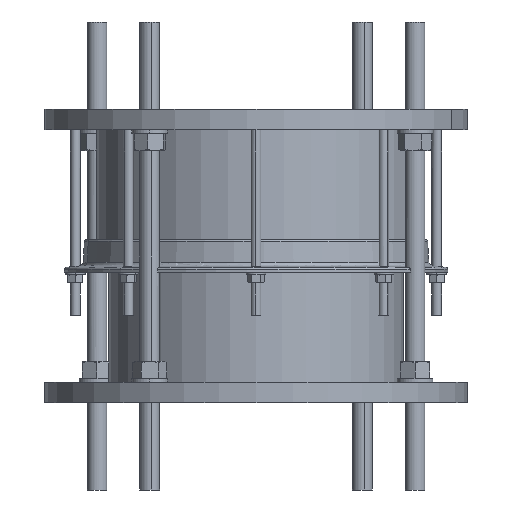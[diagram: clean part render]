
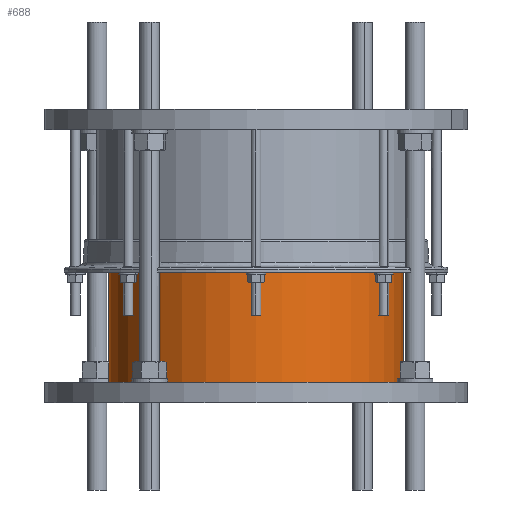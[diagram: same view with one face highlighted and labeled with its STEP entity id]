
A CAD part, front view. The second image highlights one B-rep face of the part: STEP entity #688.
In plain terms, the highlighted cylindrical face has radius 181 mm (diameter 362 mm), a partial arc.
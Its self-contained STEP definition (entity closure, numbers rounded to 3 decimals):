
#285 = DIRECTION ( 'NONE',  ( -1., 0., 0. ) ) ;
#316 = CARTESIAN_POINT ( 'NONE',  ( 0., 0., 275. ) ) ;
#317 = DIRECTION ( 'NONE',  ( 0., 0., -1. ) ) ;
#487 = EDGE_CURVE ( 'NONE', #4420, #4424, #16070, .T. ) ;
#688 = ADVANCED_FACE ( 'NONE', ( #4850 ), #4861, .T. ) ;
#2087 = CARTESIAN_POINT ( 'NONE',  ( -181., 0., 25. ) ) ;
#2183 = CARTESIAN_POINT ( 'NONE',  ( 181., 0., 160. ) ) ;
#2187 = CARTESIAN_POINT ( 'NONE',  ( 181., 0., 25. ) ) ;
#4311 = VERTEX_POINT ( 'NONE', #2087 ) ;
#4420 = VERTEX_POINT ( 'NONE', #2183 ) ;
#4424 = VERTEX_POINT ( 'NONE', #2187 ) ;
#4850 = FACE_OUTER_BOUND ( 'NONE', #14337, .T. ) ;
#4861 = CYLINDRICAL_SURFACE ( 'NONE', #10344, 181. ) ;
#5429 = LINE ( 'NONE', #6349, #5439 ) ;
#5439 = VECTOR ( 'NONE', #6345, 1000. ) ;
#5772 = CIRCLE ( 'NONE', #10836, 181. ) ;
#6345 = DIRECTION ( 'NONE',  ( 0., 0., -1. ) ) ;
#6349 = CARTESIAN_POINT ( 'NONE',  ( -181., 0., 275. ) ) ;
#6591 = CARTESIAN_POINT ( 'NONE',  ( -181., 0., 160. ) ) ;
#6797 = EDGE_CURVE ( 'NONE', #8253, #4311, #5429, .T. ) ;
#8253 = VERTEX_POINT ( 'NONE', #6591 ) ;
#8645 = AXIS2_PLACEMENT_3D ( 'NONE', #11751, #11752, #11753 ) ;
#9237 = EDGE_CURVE ( 'NONE', #4311, #4424, #5772, .T. ) ;
#9686 = EDGE_CURVE ( 'NONE', #8253, #4420, #11974, .T. ) ;
#10344 = AXIS2_PLACEMENT_3D ( 'NONE', #316, #317, #285 ) ;
#10836 = AXIS2_PLACEMENT_3D ( 'NONE', #13464, #13465, #13466 ) ;
#11751 = CARTESIAN_POINT ( 'NONE',  ( 0., 0., 160. ) ) ;
#11752 = DIRECTION ( 'NONE',  ( 0., 0., 1. ) ) ;
#11753 = DIRECTION ( 'NONE',  ( 1., 0., 0. ) ) ;
#11974 = CIRCLE ( 'NONE', #8645, 181. ) ;
#13464 = CARTESIAN_POINT ( 'NONE',  ( 0., 0., 25. ) ) ;
#13465 = DIRECTION ( 'NONE',  ( 0., 0., 1. ) ) ;
#13466 = DIRECTION ( 'NONE',  ( 1., 0., 0. ) ) ;
#14337 = EDGE_LOOP ( 'NONE', ( #15160, #15220, #15114, #15219 ) ) ;
#14818 = CARTESIAN_POINT ( 'NONE',  ( 181., 0., 275. ) ) ;
#14870 = DIRECTION ( 'NONE',  ( 0., 0., -1. ) ) ;
#15114 = ORIENTED_EDGE ( 'NONE', *, *, #6797, .T. ) ;
#15160 = ORIENTED_EDGE ( 'NONE', *, *, #487, .F. ) ;
#15219 = ORIENTED_EDGE ( 'NONE', *, *, #9237, .T. ) ;
#15220 = ORIENTED_EDGE ( 'NONE', *, *, #9686, .F. ) ;
#16070 = LINE ( 'NONE', #14818, #16075 ) ;
#16075 = VECTOR ( 'NONE', #14870, 1000. ) ;
